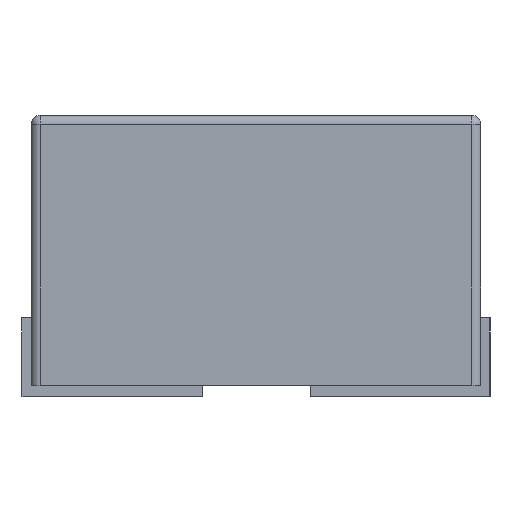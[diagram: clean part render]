
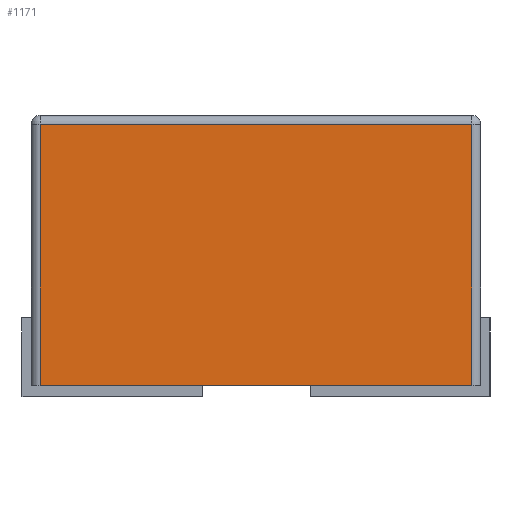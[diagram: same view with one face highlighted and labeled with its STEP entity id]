
A CAD part, left-side view. The second image highlights one B-rep face of the part: STEP entity #1171.
In plain terms, the highlighted planar face has unit normal (-1, 0, 0).
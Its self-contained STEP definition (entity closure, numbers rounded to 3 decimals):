
#62=LINE('',#1754,#202);
#64=LINE('',#1763,#204);
#65=LINE('',#1767,#205);
#66=LINE('',#1768,#206);
#202=VECTOR('',#1407,10.);
#204=VECTOR('',#1419,10.);
#205=VECTOR('',#1424,1.);
#206=VECTOR('',#1425,10.);
#340=PLANE('',#1295);
#411=FACE_OUTER_BOUND('',#492,.T.);
#492=EDGE_LOOP('',(#867,#868,#869,#870));
#592=VERTEX_POINT('',#1751);
#593=VERTEX_POINT('',#1753);
#595=VERTEX_POINT('',#1762);
#596=VERTEX_POINT('',#1766);
#695=EDGE_CURVE('',#592,#593,#62,.T.);
#700=EDGE_CURVE('',#593,#595,#64,.T.);
#702=EDGE_CURVE('',#592,#596,#65,.T.);
#703=EDGE_CURVE('',#595,#596,#66,.T.);
#867=ORIENTED_EDGE('',*,*,#695,.F.);
#868=ORIENTED_EDGE('',*,*,#702,.T.);
#869=ORIENTED_EDGE('',*,*,#703,.F.);
#870=ORIENTED_EDGE('',*,*,#700,.F.);
#1171=ADVANCED_FACE('',(#411),#340,.F.);
#1295=AXIS2_PLACEMENT_3D('',#1765,#1422,#1423);
#1407=DIRECTION('',(0.,0.,1.));
#1419=DIRECTION('',(0.,-1.,0.));
#1422=DIRECTION('center_axis',(1.,0.,0.));
#1423=DIRECTION('ref_axis',(0.,-1.,0.));
#1424=DIRECTION('',(0.,-1.,0.));
#1425=DIRECTION('',(0.,0.,-1.));
#1751=CARTESIAN_POINT('',(-1.25,0.48,0.));
#1753=CARTESIAN_POINT('',(-1.25,0.48,0.58));
#1754=CARTESIAN_POINT('',(-1.25,0.48,0.));
#1762=CARTESIAN_POINT('',(-1.25,-0.48,0.58));
#1763=CARTESIAN_POINT('',(-1.25,0.25,0.58));
#1765=CARTESIAN_POINT('Origin',(-1.25,0.5,0.));
#1766=CARTESIAN_POINT('',(-1.25,-0.48,0.));
#1767=CARTESIAN_POINT('',(-1.25,0.5,0.));
#1768=CARTESIAN_POINT('',(-1.25,-0.48,0.));
